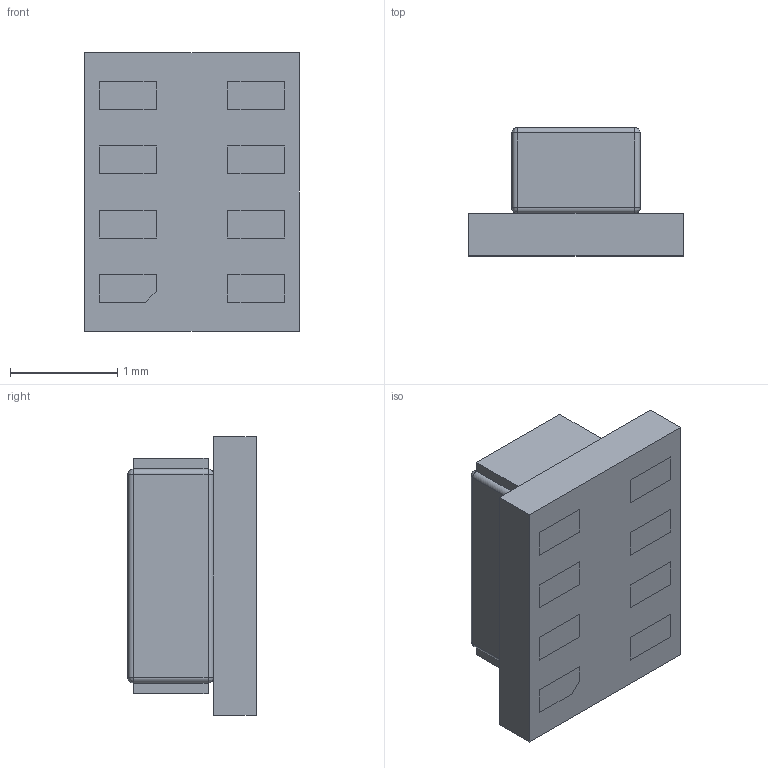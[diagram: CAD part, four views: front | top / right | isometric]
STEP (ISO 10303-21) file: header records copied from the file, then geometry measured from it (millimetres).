
FILE_DESCRIPTION (( 'STEP AP214' ), '1' );
FILE_NAME ('TPSM83100SIUR.STEP', '2025-05-14T07:56:51', ( '' ), ( '' ), 'SwSTEP 2.0', 'SolidWorks 2023', '' );
FILE_SCHEMA (( 'AUTOMOTIVE_DESIGN' ));
Length unit declared in the file: millimetre
Products named in the file (1): TPSM83100SIUR
Bounding box: 2 x 1.2 x 2.6 mm (x, y, z)
Volume: 4.1 mm3; surface area: 33.3 mm2
Topology: 13 solids, 13 shells, 143 faces, 308 edges, 192 vertices
Faces by surface type: plane 123, cylinder 12, bspline 8
Entity records: 5518 total; most frequent: CARTESIAN_POINT 756, ORIENTED_EDGE 600, DIRECTION 596, EDGE_CURVE 300, LINE 276, VECTOR 276, VERTEX_POINT 192, AXIS2_PLACEMENT_3D 160
